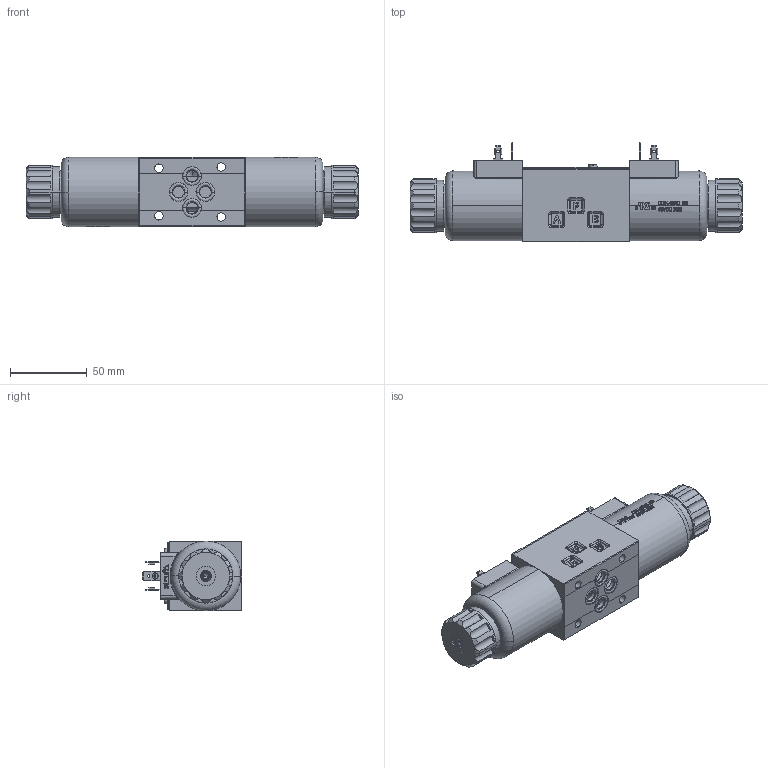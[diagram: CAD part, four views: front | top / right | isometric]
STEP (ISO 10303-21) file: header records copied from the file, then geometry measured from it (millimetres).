
FILE_DESCRIPTION(('STEP AP203'),'1');
FILE_NAME('DHE-07-X-DC-S20.stp','2022-02-23T08:10:45',(' '),(' '),'XStep 1.0',' ',' ');
FILE_SCHEMA(('CONFIG_CONTROL_DESIGN'));
Length unit declared in the file: millimetre
Bounding box: 216 x 65 x 45.3 mm (x, y, z)
Volume: 259752.8 mm3; surface area: 107300.5 mm2
Topology: 28 solids, 120 shells, 3631 faces, 9854 edges, 6587 vertices
Faces by surface type: plane 1504, bspline 1166, cylinder 701, torus 136, cone 124
Entity records: 168575 total; most frequent: CARTESIAN_POINT 82864, ORIENTED_EDGE 19276, DIRECTION 14120, EDGE_CURVE 9840, VERTEX_POINT 6587, LINE 5182, VECTOR 5182, AXIS2_PLACEMENT_3D 4469
